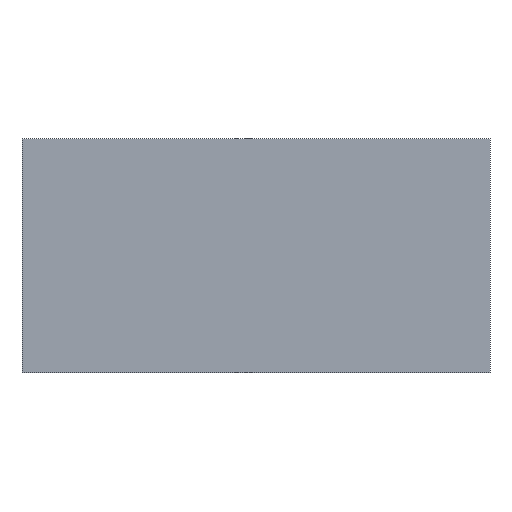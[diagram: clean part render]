
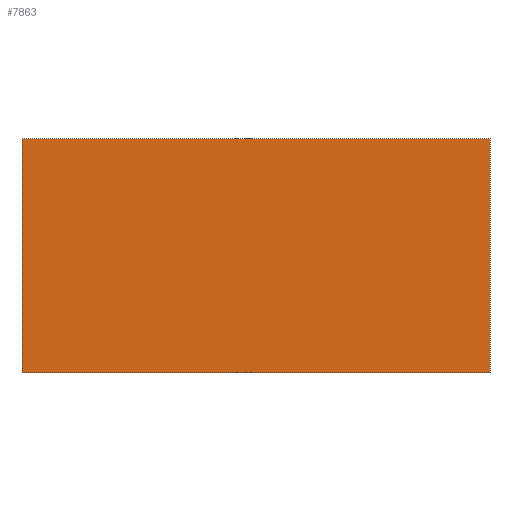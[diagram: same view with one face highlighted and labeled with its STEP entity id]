
A CAD part, front view. The second image highlights one B-rep face of the part: STEP entity #7863.
In plain terms, the highlighted planar face has unit normal (0, -1, 0).
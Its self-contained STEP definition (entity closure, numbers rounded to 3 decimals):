
#843=FACE_OUTER_BOUND('',#1218,.T.);
#1218=EDGE_LOOP('',(#5423,#5424,#5425,#5426));
#1750=LINE('',#10965,#2679);
#1754=LINE('',#10973,#2683);
#1757=LINE('',#10979,#2686);
#1760=LINE('',#10984,#2689);
#2679=VECTOR('',#8961,10.);
#2683=VECTOR('',#8967,10.);
#2686=VECTOR('',#8972,10.);
#2689=VECTOR('',#8977,10.);
#3608=VERTEX_POINT('',#10963);
#3609=VERTEX_POINT('',#10964);
#3612=VERTEX_POINT('',#10972);
#3614=VERTEX_POINT('',#10978);
#4326=EDGE_CURVE('',#3608,#3609,#1750,.T.);
#4330=EDGE_CURVE('',#3612,#3608,#1754,.T.);
#4333=EDGE_CURVE('',#3614,#3612,#1757,.T.);
#4336=EDGE_CURVE('',#3609,#3614,#1760,.T.);
#5423=ORIENTED_EDGE('',*,*,#4336,.F.);
#5424=ORIENTED_EDGE('',*,*,#4326,.F.);
#5425=ORIENTED_EDGE('',*,*,#4330,.F.);
#5426=ORIENTED_EDGE('',*,*,#4333,.F.);
#7562=PLANE('',#8424);
#7863=ADVANCED_FACE('',(#843),#7562,.F.);
#8424=AXIS2_PLACEMENT_3D('',#10987,#8981,#8982);
#8961=DIRECTION('',(-1.,0.,0.));
#8967=DIRECTION('',(0.,0.,-1.));
#8972=DIRECTION('',(1.,0.,0.));
#8977=DIRECTION('',(0.,0.,1.));
#8981=DIRECTION('center_axis',(0.,1.,0.));
#8982=DIRECTION('ref_axis',(0.,0.,1.));
#10963=CARTESIAN_POINT('',(600.,0.,-300.));
#10964=CARTESIAN_POINT('',(-600.,0.,-300.));
#10965=CARTESIAN_POINT('',(600.,0.,-300.));
#10972=CARTESIAN_POINT('',(600.,0.,300.));
#10973=CARTESIAN_POINT('',(600.,0.,300.));
#10978=CARTESIAN_POINT('',(-600.,0.,300.));
#10979=CARTESIAN_POINT('',(-600.,0.,300.));
#10984=CARTESIAN_POINT('',(-600.,0.,-300.));
#10987=CARTESIAN_POINT('Origin',(0.,0.,0.));
